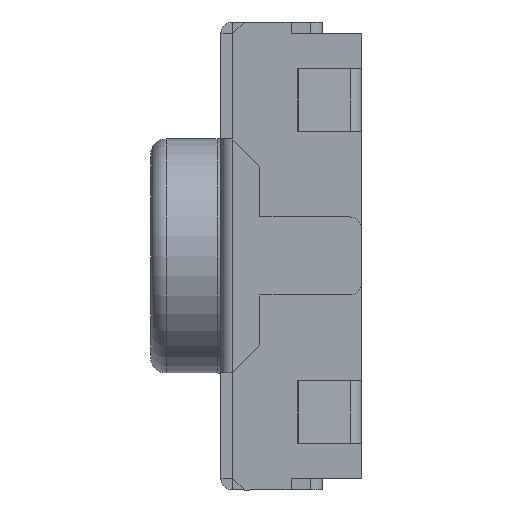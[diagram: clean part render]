
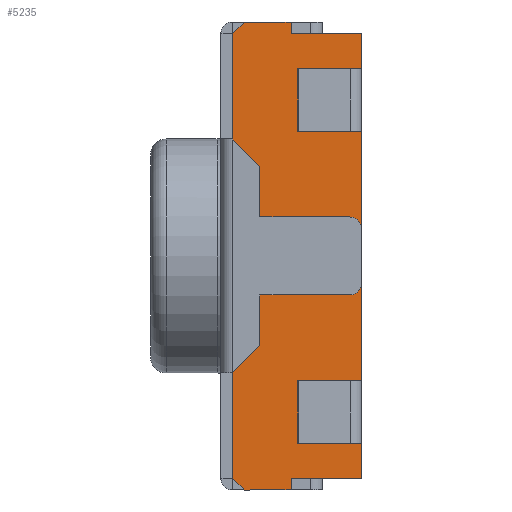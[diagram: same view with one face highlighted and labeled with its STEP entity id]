
A CAD part, left-side view. The second image highlights one B-rep face of the part: STEP entity #5235.
In plain terms, the highlighted planar face has unit normal (-1, 0, 0).
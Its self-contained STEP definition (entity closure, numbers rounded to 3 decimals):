
#34 = EDGE_LOOP ( 'NONE', ( #3575, #4850, #2727, #5128, #84, #3766, #4786, #62, #5052, #349, #6056, #3518, #4893, #1645, #4135, #5572, #3807, #791 ) ) ;
#62 = ORIENTED_EDGE ( 'NONE', *, *, #2446, .T. ) ;
#67 = VECTOR ( 'NONE', #383, 1000. ) ;
#71 = CARTESIAN_POINT ( 'NONE',  ( -3.1, 0.9, 2.85 ) ) ;
#74 = LINE ( 'NONE', #2025, #4756 ) ;
#84 = ORIENTED_EDGE ( 'NONE', *, *, #5092, .T. ) ;
#103 = DIRECTION ( 'NONE',  ( 0., 0., 1. ) ) ;
#237 = DIRECTION ( 'NONE',  ( 0., 1., 0. ) ) ;
#279 = DIRECTION ( 'NONE',  ( 0., 0., -1. ) ) ;
#349 = ORIENTED_EDGE ( 'NONE', *, *, #2258, .T. ) ;
#383 = DIRECTION ( 'NONE',  ( 0., 0.707, -0.707 ) ) ;
#411 = CARTESIAN_POINT ( 'NONE',  ( -3.1, 0., 2.4 ) ) ;
#436 = AXIS2_PLACEMENT_3D ( 'NONE', #5961, #2189, #279 ) ;
#460 = DIRECTION ( 'NONE',  ( 0., -1., 0. ) ) ;
#509 = CARTESIAN_POINT ( 'NONE',  ( -3.1, 0.9, -2.85 ) ) ;
#567 = DIRECTION ( 'NONE',  ( 0., 0., 1. ) ) ;
#618 = CARTESIAN_POINT ( 'NONE',  ( -3.1, 0.9, 2.85 ) ) ;
#674 = CARTESIAN_POINT ( 'NONE',  ( -3.1, 0.2, 2.85 ) ) ;
#691 = EDGE_CURVE ( 'NONE', #4132, #2759, #4638, .T. ) ;
#717 = VERTEX_POINT ( 'NONE', #2284 ) ;
#718 = VECTOR ( 'NONE', #3407, 1000. ) ;
#764 = EDGE_CURVE ( 'NONE', #717, #4132, #5214, .T. ) ;
#791 = ORIENTED_EDGE ( 'NONE', *, *, #2567, .F. ) ;
#843 = VERTEX_POINT ( 'NONE', #3871 ) ;
#867 = DIRECTION ( 'NONE',  ( 0., -1., 0. ) ) ;
#880 = VERTEX_POINT ( 'NONE', #3344 ) ;
#1072 = CARTESIAN_POINT ( 'NONE',  ( -3.1, 0.2, -1.6 ) ) ;
#1107 = VERTEX_POINT ( 'NONE', #5075 ) ;
#1157 = VECTOR ( 'NONE', #103, 1000. ) ;
#1197 = CARTESIAN_POINT ( 'NONE',  ( -3.1, 0., -1.6 ) ) ;
#1306 = VERTEX_POINT ( 'NONE', #411 ) ;
#1364 = DIRECTION ( 'NONE',  ( 0., 1., 0. ) ) ;
#1507 = VECTOR ( 'NONE', #5330, 1000. ) ;
#1537 = CARTESIAN_POINT ( 'NONE',  ( -3.1, 1.65, 2.85 ) ) ;
#1645 = ORIENTED_EDGE ( 'NONE', *, *, #3284, .T. ) ;
#1810 = DIRECTION ( 'NONE',  ( 0., 0., 1. ) ) ;
#1838 = CARTESIAN_POINT ( 'NONE',  ( -3.1, 0.2, 2.85 ) ) ;
#1906 = LINE ( 'NONE', #3946, #3966 ) ;
#1928 = CARTESIAN_POINT ( 'NONE',  ( -3.1, -10.222, -1.6 ) ) ;
#1937 = CARTESIAN_POINT ( 'NONE',  ( -3.1, 1.5, 3. ) ) ;
#1941 = LINE ( 'NONE', #5067, #3197 ) ;
#1999 = LINE ( 'NONE', #1537, #718 ) ;
#2025 = CARTESIAN_POINT ( 'NONE',  ( -3.1, 1.65, 3. ) ) ;
#2057 = CARTESIAN_POINT ( 'NONE',  ( -3.1, 0., 1.6 ) ) ;
#2071 = LINE ( 'NONE', #71, #1157 ) ;
#2150 = LINE ( 'NONE', #4045, #3321 ) ;
#2157 = CARTESIAN_POINT ( 'NONE',  ( -3.1, -10.222, 2.85 ) ) ;
#2189 = DIRECTION ( 'NONE',  ( 1., 0., 0. ) ) ;
#2206 = EDGE_CURVE ( 'NONE', #2559, #4071, #74, .T. ) ;
#2258 = EDGE_CURVE ( 'NONE', #1107, #2871, #2327, .T. ) ;
#2284 = CARTESIAN_POINT ( 'NONE',  ( -3.1, 0., -2.85 ) ) ;
#2327 = LINE ( 'NONE', #2157, #3714 ) ;
#2344 = VERTEX_POINT ( 'NONE', #3601 ) ;
#2405 = EDGE_CURVE ( 'NONE', #2559, #5904, #4889, .T. ) ;
#2446 = EDGE_CURVE ( 'NONE', #843, #1306, #1941, .T. ) ;
#2451 = VECTOR ( 'NONE', #460, 1000. ) ;
#2457 = VECTOR ( 'NONE', #3555, 1000. ) ;
#2527 = DIRECTION ( 'NONE',  ( 0., -1., 0. ) ) ;
#2555 = CARTESIAN_POINT ( 'NONE',  ( -3.1, 0.2, -2.4 ) ) ;
#2559 = VERTEX_POINT ( 'NONE', #1937 ) ;
#2567 = EDGE_CURVE ( 'NONE', #717, #2344, #4677, .T. ) ;
#2591 = VERTEX_POINT ( 'NONE', #4375 ) ;
#2686 = EDGE_CURVE ( 'NONE', #4837, #2344, #6013, .T. ) ;
#2727 = ORIENTED_EDGE ( 'NONE', *, *, #5707, .T. ) ;
#2759 = VERTEX_POINT ( 'NONE', #2555 ) ;
#2859 = CARTESIAN_POINT ( 'NONE',  ( -3.1, -10.222, -2.4 ) ) ;
#2871 = VERTEX_POINT ( 'NONE', #618 ) ;
#2876 = LINE ( 'NONE', #674, #3022 ) ;
#2894 = CARTESIAN_POINT ( 'NONE',  ( -3.1, -10.222, -2.85 ) ) ;
#2929 = CARTESIAN_POINT ( 'NONE',  ( -3.1, 0., 2.85 ) ) ;
#2992 = EDGE_CURVE ( 'NONE', #880, #4837, #6166, .T. ) ;
#3022 = VECTOR ( 'NONE', #5825, 1000. ) ;
#3029 = LINE ( 'NONE', #1838, #5010 ) ;
#3107 = VECTOR ( 'NONE', #4739, 1000. ) ;
#3125 = EDGE_CURVE ( 'NONE', #5786, #3430, #3698, .T. ) ;
#3197 = VECTOR ( 'NONE', #867, 1000. ) ;
#3284 = EDGE_CURVE ( 'NONE', #5904, #2591, #1999, .T. ) ;
#3306 = CARTESIAN_POINT ( 'NONE',  ( -3.1, 0., -2.4 ) ) ;
#3321 = VECTOR ( 'NONE', #5391, 1000. ) ;
#3344 = CARTESIAN_POINT ( 'NONE',  ( -3.1, 1.5, -3. ) ) ;
#3407 = DIRECTION ( 'NONE',  ( 0., 0., -1. ) ) ;
#3420 = EDGE_CURVE ( 'NONE', #3740, #5821, #2150, .T. ) ;
#3430 = VERTEX_POINT ( 'NONE', #1197 ) ;
#3518 = ORIENTED_EDGE ( 'NONE', *, *, #2206, .F. ) ;
#3555 = DIRECTION ( 'NONE',  ( 0., -1., 0. ) ) ;
#3575 = ORIENTED_EDGE ( 'NONE', *, *, #764, .T. ) ;
#3589 = CARTESIAN_POINT ( 'NONE',  ( -3.1, 0.9, 3. ) ) ;
#3601 = CARTESIAN_POINT ( 'NONE',  ( -3.1, 0.9, -2.85 ) ) ;
#3638 = CARTESIAN_POINT ( 'NONE',  ( -3.1, 1.65, -3. ) ) ;
#3698 = LINE ( 'NONE', #1928, #2451 ) ;
#3714 = VECTOR ( 'NONE', #237, 1000. ) ;
#3740 = VERTEX_POINT ( 'NONE', #2057 ) ;
#3766 = ORIENTED_EDGE ( 'NONE', *, *, #3420, .T. ) ;
#3774 = EDGE_CURVE ( 'NONE', #2871, #4071, #2071, .T. ) ;
#3807 = ORIENTED_EDGE ( 'NONE', *, *, #2686, .T. ) ;
#3871 = CARTESIAN_POINT ( 'NONE',  ( -3.1, 0.2, 2.4 ) ) ;
#3946 = CARTESIAN_POINT ( 'NONE',  ( -3.1, 0., 2.85 ) ) ;
#3966 = VECTOR ( 'NONE', #4081, 1000. ) ;
#4045 = CARTESIAN_POINT ( 'NONE',  ( -3.1, -10.222, 1.6 ) ) ;
#4071 = VERTEX_POINT ( 'NONE', #3589 ) ;
#4081 = DIRECTION ( 'NONE',  ( 0., 0., 1. ) ) ;
#4123 = VECTOR ( 'NONE', #1810, 1000. ) ;
#4132 = VERTEX_POINT ( 'NONE', #3306 ) ;
#4135 = ORIENTED_EDGE ( 'NONE', *, *, #4352, .T. ) ;
#4306 = VECTOR ( 'NONE', #5660, 1000. ) ;
#4349 = CARTESIAN_POINT ( 'NONE',  ( -3.1, 0.9, -3. ) ) ;
#4352 = EDGE_CURVE ( 'NONE', #2591, #880, #5912, .T. ) ;
#4367 = DIRECTION ( 'NONE',  ( 0., 0., -1. ) ) ;
#4375 = CARTESIAN_POINT ( 'NONE',  ( -3.1, 1.65, -2.85 ) ) ;
#4421 = FACE_OUTER_BOUND ( 'NONE', #34, .T. ) ;
#4638 = LINE ( 'NONE', #2859, #5287 ) ;
#4677 = LINE ( 'NONE', #2894, #4306 ) ;
#4739 = DIRECTION ( 'NONE',  ( 0., -0.707, -0.707 ) ) ;
#4744 = VECTOR ( 'NONE', #567, 1000. ) ;
#4756 = VECTOR ( 'NONE', #2527, 1000. ) ;
#4786 = ORIENTED_EDGE ( 'NONE', *, *, #5463, .F. ) ;
#4837 = VERTEX_POINT ( 'NONE', #4349 ) ;
#4850 = ORIENTED_EDGE ( 'NONE', *, *, #691, .T. ) ;
#4889 = LINE ( 'NONE', #6086, #67 ) ;
#4893 = ORIENTED_EDGE ( 'NONE', *, *, #2405, .T. ) ;
#5010 = VECTOR ( 'NONE', #4367, 1000. ) ;
#5052 = ORIENTED_EDGE ( 'NONE', *, *, #6132, .T. ) ;
#5067 = CARTESIAN_POINT ( 'NONE',  ( -3.1, -10.222, 2.4 ) ) ;
#5075 = CARTESIAN_POINT ( 'NONE',  ( -3.1, 0., 2.85 ) ) ;
#5092 = EDGE_CURVE ( 'NONE', #3430, #3740, #1906, .T. ) ;
#5128 = ORIENTED_EDGE ( 'NONE', *, *, #3125, .T. ) ;
#5214 = LINE ( 'NONE', #6179, #4123 ) ;
#5235 = ADVANCED_FACE ( 'NONE', ( #4421 ), #5942, .F. ) ;
#5287 = VECTOR ( 'NONE', #1364, 1000. ) ;
#5330 = DIRECTION ( 'NONE',  ( 0., 0., 1. ) ) ;
#5391 = DIRECTION ( 'NONE',  ( 0., 1., 0. ) ) ;
#5427 = CARTESIAN_POINT ( 'NONE',  ( -3.1, 1.65, 2.85 ) ) ;
#5463 = EDGE_CURVE ( 'NONE', #843, #5821, #3029, .T. ) ;
#5496 = CARTESIAN_POINT ( 'NONE',  ( -3.1, 0.2, 1.6 ) ) ;
#5572 = ORIENTED_EDGE ( 'NONE', *, *, #2992, .T. ) ;
#5660 = DIRECTION ( 'NONE',  ( 0., 1., 0. ) ) ;
#5700 = CARTESIAN_POINT ( 'NONE',  ( -3.1, 1.65, -2.85 ) ) ;
#5707 = EDGE_CURVE ( 'NONE', #2759, #5786, #2876, .T. ) ;
#5786 = VERTEX_POINT ( 'NONE', #1072 ) ;
#5821 = VERTEX_POINT ( 'NONE', #5496 ) ;
#5825 = DIRECTION ( 'NONE',  ( 0., 0., 1. ) ) ;
#5904 = VERTEX_POINT ( 'NONE', #5427 ) ;
#5912 = LINE ( 'NONE', #5700, #3107 ) ;
#5942 = PLANE ( 'NONE',  #436 ) ;
#5961 = CARTESIAN_POINT ( 'NONE',  ( -3.1, -10.222, 2.85 ) ) ;
#6013 = LINE ( 'NONE', #509, #4744 ) ;
#6056 = ORIENTED_EDGE ( 'NONE', *, *, #3774, .T. ) ;
#6086 = CARTESIAN_POINT ( 'NONE',  ( -3.1, 1.65, 2.85 ) ) ;
#6128 = LINE ( 'NONE', #2929, #1507 ) ;
#6132 = EDGE_CURVE ( 'NONE', #1306, #1107, #6128, .T. ) ;
#6166 = LINE ( 'NONE', #3638, #2457 ) ;
#6179 = CARTESIAN_POINT ( 'NONE',  ( -3.1, 0., 2.85 ) ) ;
